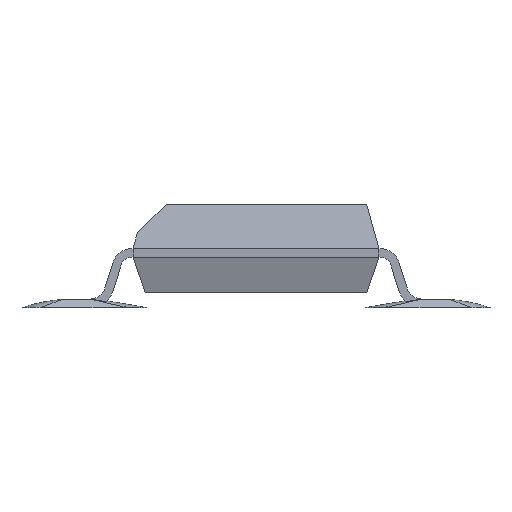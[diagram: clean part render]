
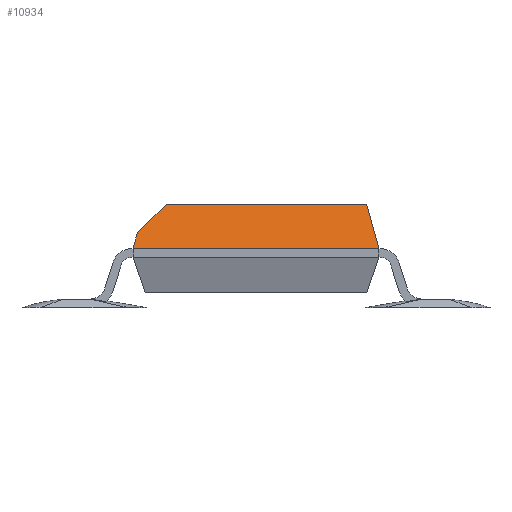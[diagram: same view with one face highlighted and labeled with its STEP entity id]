
A CAD part, front view. The second image highlights one B-rep face of the part: STEP entity #10934.
In plain terms, the highlighted planar face has unit normal (0, -0.964, 0.268).
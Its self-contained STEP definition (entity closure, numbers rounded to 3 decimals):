
#387=DIRECTION('',(1.,0.,0.));
#388=VECTOR('',#387,3.259);
#389=CARTESIAN_POINT('',(-1.459,-4.8,0.86));
#390=LINE('',#389,#388);
#1274=DIRECTION('',(-0.259,0.259,0.931));
#1275=VECTOR('',#1274,0.774);
#1276=CARTESIAN_POINT('',(2.,-5.,0.14));
#1277=LINE('',#1276,#1275);
#1627=DIRECTION('',(1.,0.,0.));
#1628=VECTOR('',#1627,4.);
#1629=CARTESIAN_POINT('',(-2.,-5.,0.14));
#1630=LINE('',#1629,#1628);
#1631=DIRECTION('',(0.701,0.191,0.688));
#1632=VECTOR('',#1631,0.669);
#1633=CARTESIAN_POINT('',(-1.928,-4.928,0.4));
#1634=LINE('',#1633,#1632);
#1635=DIRECTION('',(0.259,0.259,0.931));
#1636=VECTOR('',#1635,0.279);
#1637=CARTESIAN_POINT('',(-2.,-5.,0.14));
#1638=LINE('',#1637,#1636);
#7054=CARTESIAN_POINT('',(-2.,-5.,0.14));
#7055=CARTESIAN_POINT('',(2.,-5.,0.14));
#7056=VERTEX_POINT('',#7054);
#7057=VERTEX_POINT('',#7055);
#7062=CARTESIAN_POINT('',(1.8,-4.8,0.86));
#7063=VERTEX_POINT('',#7062);
#7595=CARTESIAN_POINT('',(-1.928,-4.928,0.4));
#7597=VERTEX_POINT('',#7595);
#7598=CARTESIAN_POINT('',(-1.459,-4.8,0.86));
#7599=VERTEX_POINT('',#7598);
#10922=CARTESIAN_POINT('',(0.,-4.9,0.5));
#10923=DIRECTION('',(0.,-0.964,0.268));
#10924=DIRECTION('',(1.,0.,0.));
#10925=AXIS2_PLACEMENT_3D('',#10922,#10923,#10924);
#10926=PLANE('',#10925);
#10927=ORIENTED_EDGE('',*,*,#9390,.T.);
#10928=ORIENTED_EDGE('',*,*,#9460,.T.);
#10929=ORIENTED_EDGE('',*,*,#10142,.F.);
#10930=ORIENTED_EDGE('',*,*,#10908,.F.);
#10931=ORIENTED_EDGE('',*,*,#9343,.T.);
#10932=EDGE_LOOP('',(#10927,#10928,#10929,#10930,#10931));
#10933=FACE_OUTER_BOUND('',#10932,.F.);
#9343=EDGE_CURVE('',#7056,#7597,#1638,.T.);
#9390=EDGE_CURVE('',#7597,#7599,#1634,.T.);
#9460=EDGE_CURVE('',#7599,#7063,#390,.T.);
#10142=EDGE_CURVE('',#7057,#7063,#1277,.T.);
#10908=EDGE_CURVE('',#7056,#7057,#1630,.T.);
#10934=ADVANCED_FACE('',(#10933),#10926,.T.);
